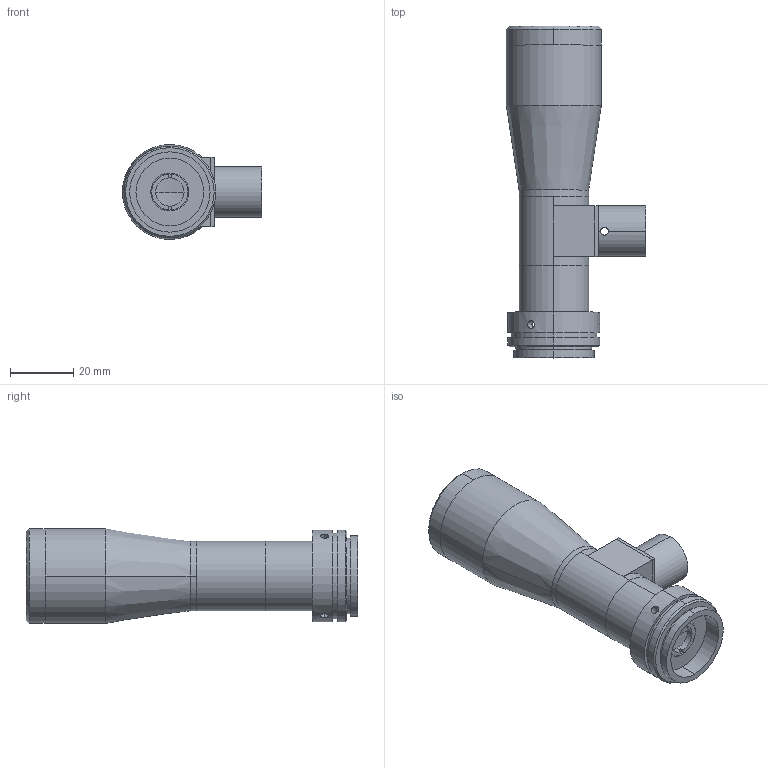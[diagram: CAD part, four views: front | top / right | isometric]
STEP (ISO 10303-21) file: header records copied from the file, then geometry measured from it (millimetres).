
FILE_DESCRIPTION (( 'STEP AP203' ), '1' );
FILE_NAME ('XF-MT08X65D.STEP', '2016-03-02T09:36:53', ( 'Lxtx999.CoM' ), ( 'Lxtx999.CoM' ), 'SwSTEP 2.0', 'SolidWorks 2014', '' );
FILE_SCHEMA (( 'CONFIG_CONTROL_DESIGN' ));
Length unit declared in the file: millimetre
Products named in the file (1): XF-MT08X65D
Bounding box: 44 x 104.86 x 30 mm (x, y, z)
Surface area: 15270.4 mm2 (no closed solid volume)
Topology: 0 solids, 13 shells, 123 faces, 320 edges, 214 vertices
Faces by surface type: cylinder 69, plane 44, cone 6, sphere 4
Entity records: 4231 total; most frequent: CARTESIAN_POINT 1046, DIRECTION 714, ORIENTED_EDGE 550, EDGE_CURVE 320, AXIS2_PLACEMENT_3D 290, VERTEX_POINT 214, CIRCLE 166, EDGE_LOOP 152
